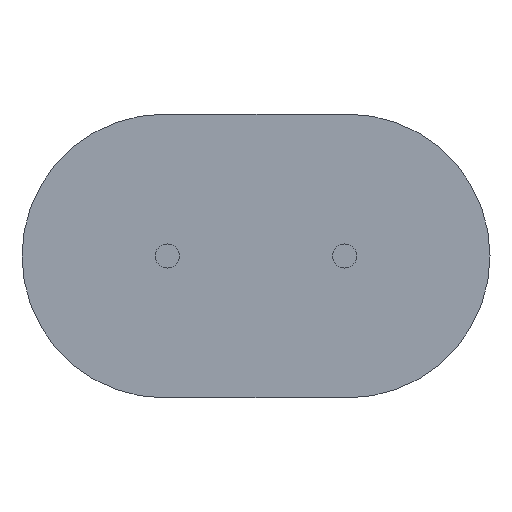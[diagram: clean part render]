
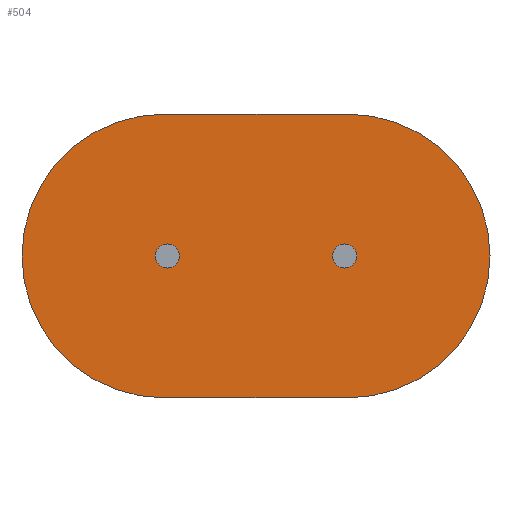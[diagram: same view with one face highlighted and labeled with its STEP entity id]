
A CAD part, front view. The second image highlights one B-rep face of the part: STEP entity #504.
In plain terms, the highlighted planar face has unit normal (0, -1, 0).
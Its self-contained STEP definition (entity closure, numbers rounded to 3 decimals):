
#13 = DIRECTION ( 'NONE',  ( 0., 0., 1. ) ) ;
#18 = VERTEX_POINT ( 'NONE', #24 ) ;
#24 = CARTESIAN_POINT ( 'NONE',  ( -1.3, 0., 2. ) ) ;
#30 = CARTESIAN_POINT ( 'NONE',  ( -1.25, 0., 0. ) ) ;
#36 = LINE ( 'NONE', #45, #580 ) ;
#40 = CARTESIAN_POINT ( 'NONE',  ( 1.3, 0., 0. ) ) ;
#45 = CARTESIAN_POINT ( 'NONE',  ( 1.4, 0., 2. ) ) ;
#54 = ORIENTED_EDGE ( 'NONE', *, *, #513, .F. ) ;
#57 = EDGE_CURVE ( 'NONE', #509, #615, #553, .T. ) ;
#61 = LINE ( 'NONE', #598, #228 ) ;
#68 = DIRECTION ( 'NONE',  ( 0., -1., 0. ) ) ;
#69 = DIRECTION ( 'NONE',  ( 0., -1., 0. ) ) ;
#72 = CARTESIAN_POINT ( 'NONE',  ( 1.4, 0., 0. ) ) ;
#73 = CIRCLE ( 'NONE', #388, 0.17 ) ;
#75 = ORIENTED_EDGE ( 'NONE', *, *, #502, .F. ) ;
#112 = DIRECTION ( 'NONE',  ( 0., 0., 1. ) ) ;
#117 = AXIS2_PLACEMENT_3D ( 'NONE', #72, #195, #112 ) ;
#150 = CARTESIAN_POINT ( 'NONE',  ( -1.25, 0., 0. ) ) ;
#159 = EDGE_CURVE ( 'NONE', #18, #615, #36, .T. ) ;
#163 = DIRECTION ( 'NONE',  ( 0., -1., 0. ) ) ;
#171 = ORIENTED_EDGE ( 'NONE', *, *, #283, .F. ) ;
#175 = CIRCLE ( 'NONE', #246, 0.17 ) ;
#187 = EDGE_LOOP ( 'NONE', ( #54, #484 ) ) ;
#191 = CARTESIAN_POINT ( 'NONE',  ( -1.25, 0., -0.17 ) ) ;
#193 = CARTESIAN_POINT ( 'NONE',  ( 1.25, 0., 0. ) ) ;
#195 = DIRECTION ( 'NONE',  ( 0., 1., 0. ) ) ;
#219 = CARTESIAN_POINT ( 'NONE',  ( -1.3, 0., 0. ) ) ;
#224 = ORIENTED_EDGE ( 'NONE', *, *, #232, .F. ) ;
#228 = VECTOR ( 'NONE', #597, 1000. ) ;
#232 = EDGE_CURVE ( 'NONE', #509, #617, #61, .T. ) ;
#238 = CARTESIAN_POINT ( 'NONE',  ( 1.25, 0., -0.17 ) ) ;
#243 = CARTESIAN_POINT ( 'NONE',  ( 1.3, 0., -2. ) ) ;
#246 = AXIS2_PLACEMENT_3D ( 'NONE', #193, #69, #511 ) ;
#261 = CARTESIAN_POINT ( 'NONE',  ( -1.3, 0., -2. ) ) ;
#270 = DIRECTION ( 'NONE',  ( 0., 0., -1. ) ) ;
#275 = ORIENTED_EDGE ( 'NONE', *, *, #619, .T. ) ;
#280 = CIRCLE ( 'NONE', #541, 0.17 ) ;
#281 = DIRECTION ( 'NONE',  ( 1., 0., 0. ) ) ;
#283 = EDGE_CURVE ( 'NONE', #462, #460, #468, .T. ) ;
#296 = CARTESIAN_POINT ( 'NONE',  ( 1.25, 0., 0. ) ) ;
#313 = EDGE_CURVE ( 'NONE', #536, #345, #73, .T. ) ;
#331 = AXIS2_PLACEMENT_3D ( 'NONE', #40, #163, #270 ) ;
#345 = VERTEX_POINT ( 'NONE', #517 ) ;
#346 = DIRECTION ( 'NONE',  ( 0., 0., 1. ) ) ;
#353 = EDGE_LOOP ( 'NONE', ( #275, #224, #454, #634 ) ) ;
#358 = FACE_OUTER_BOUND ( 'NONE', #353, .T. ) ;
#380 = CARTESIAN_POINT ( 'NONE',  ( -1.25, 0., 0.17 ) ) ;
#388 = AXIS2_PLACEMENT_3D ( 'NONE', #296, #557, #13 ) ;
#404 = DIRECTION ( 'NONE',  ( 0., 0., 1. ) ) ;
#408 = CIRCLE ( 'NONE', #529, 2. ) ;
#424 = DIRECTION ( 'NONE',  ( 0., 0., -1. ) ) ;
#454 = ORIENTED_EDGE ( 'NONE', *, *, #57, .T. ) ;
#457 = FACE_BOUND ( 'NONE', #469, .T. ) ;
#460 = VERTEX_POINT ( 'NONE', #380 ) ;
#462 = VERTEX_POINT ( 'NONE', #191 ) ;
#463 = CARTESIAN_POINT ( 'NONE',  ( 1.3, 0., 2. ) ) ;
#468 = CIRCLE ( 'NONE', #531, 0.17 ) ;
#469 = EDGE_LOOP ( 'NONE', ( #75, #171 ) ) ;
#484 = ORIENTED_EDGE ( 'NONE', *, *, #313, .F. ) ;
#502 = EDGE_CURVE ( 'NONE', #460, #462, #280, .T. ) ;
#504 = ADVANCED_FACE ( 'NONE', ( #599, #457, #358 ), #612, .F. ) ;
#509 = VERTEX_POINT ( 'NONE', #243 ) ;
#511 = DIRECTION ( 'NONE',  ( 0., 0., 1. ) ) ;
#513 = EDGE_CURVE ( 'NONE', #345, #536, #175, .T. ) ;
#517 = CARTESIAN_POINT ( 'NONE',  ( 1.25, 0., 0.17 ) ) ;
#521 = DIRECTION ( 'NONE',  ( 0., -1., 0. ) ) ;
#529 = AXIS2_PLACEMENT_3D ( 'NONE', #219, #521, #424 ) ;
#531 = AXIS2_PLACEMENT_3D ( 'NONE', #30, #68, #346 ) ;
#536 = VERTEX_POINT ( 'NONE', #238 ) ;
#541 = AXIS2_PLACEMENT_3D ( 'NONE', #150, #565, #404 ) ;
#553 = CIRCLE ( 'NONE', #331, 2. ) ;
#557 = DIRECTION ( 'NONE',  ( 0., -1., 0. ) ) ;
#565 = DIRECTION ( 'NONE',  ( 0., -1., 0. ) ) ;
#580 = VECTOR ( 'NONE', #281, 1000. ) ;
#597 = DIRECTION ( 'NONE',  ( -1., 0., 0. ) ) ;
#598 = CARTESIAN_POINT ( 'NONE',  ( 1.4, 0., -2. ) ) ;
#599 = FACE_BOUND ( 'NONE', #187, .T. ) ;
#612 = PLANE ( 'NONE',  #117 ) ;
#615 = VERTEX_POINT ( 'NONE', #463 ) ;
#617 = VERTEX_POINT ( 'NONE', #261 ) ;
#619 = EDGE_CURVE ( 'NONE', #18, #617, #408, .T. ) ;
#634 = ORIENTED_EDGE ( 'NONE', *, *, #159, .F. ) ;
